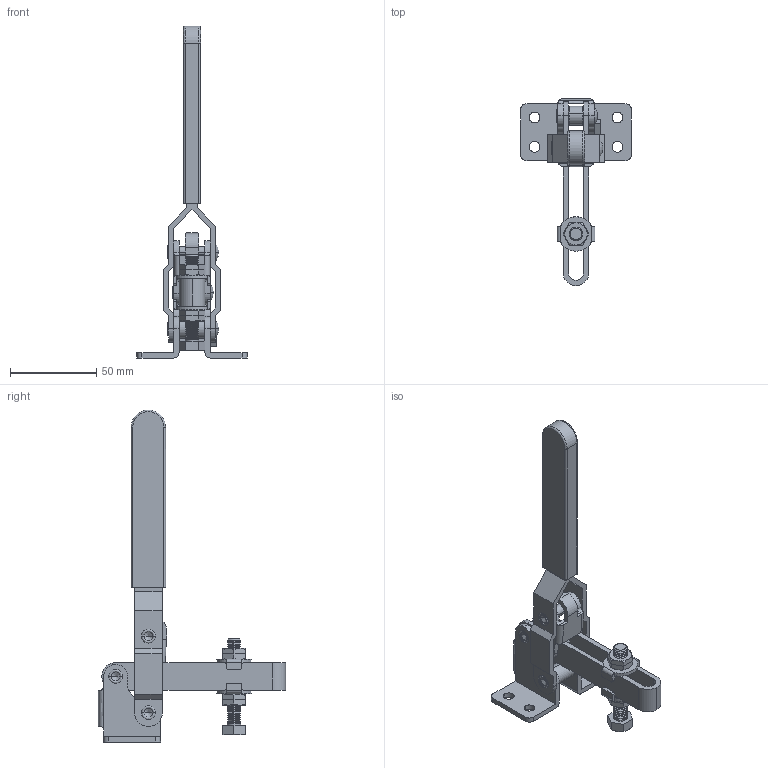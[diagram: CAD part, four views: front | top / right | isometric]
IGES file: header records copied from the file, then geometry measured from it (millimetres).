
Start section: 3D InterOp IGES (Version 21 0 3), Spatial Corp. Copyright (c) 1999-2007.
Bounding box: 64 x 108.5 x 192.5 mm (x, y, z)
Surface area: 52321.7 mm2 (no closed solid volume)
Topology: 0 solids, 0 shells, 634 faces, 3889 edges, 3881 vertices
Faces by surface type: revolution 474, extrusion 123, bspline 37
